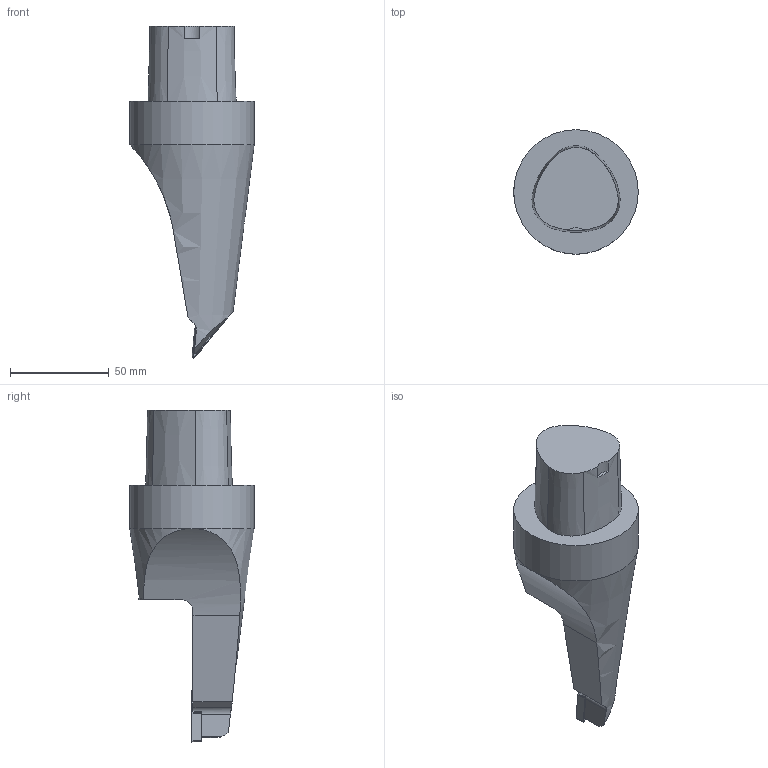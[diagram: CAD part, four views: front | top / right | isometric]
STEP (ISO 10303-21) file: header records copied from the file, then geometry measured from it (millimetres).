
FILE_DESCRIPTION(/* description */ (''),/* implementation_level */ '2;1');
FILE_NAME(/* name */ '1527079395758.stp',/* time_stamp */ '2018-05-23T14:43:22+02:00',/* author */ (''),/* organization */ ('SMS'),/* preprocessor_version */ 'ST-DEVELOPER v15',/* originating_system */ 'SIEMENS PLM Software NX 8.5',/* authorisation */ '');
FILE_SCHEMA (('AUTOMOTIVE_DESIGN { 1 0 10303 214 3 1 1 1 }'));
Length unit declared in the file: millimetre
Products named in the file (4): ASSEMBLY_CONSTRUCTION; IsoTurningInsert; 201647424mod000_00; 201647414mod000_00
Assembly tree (3 placements, depth 2):
  201647414mod000_00
    201647424mod000_00
    IsoTurningInsert
    ASSEMBLY_CONSTRUCTION
Bounding box: 63 x 63 x 168 mm (x, y, z)
Volume: 241491.2 mm3; surface area: 26538.1 mm2
Topology: 2 solids, 2 shells, 43 faces, 112 edges, 80 vertices
Faces by surface type: plane 20, cone 12, cylinder 9, torus 2
Full cylindrical faces by diameter (mm): 4.4 x1, 63 x1
Entity records: 1603 total; most frequent: CARTESIAN_POINT 378, DIRECTION 247, ORIENTED_EDGE 208, EDGE_CURVE 104, AXIS2_PLACEMENT_3D 101, VERTEX_POINT 71, EDGE_LOOP 51, LINE 45
